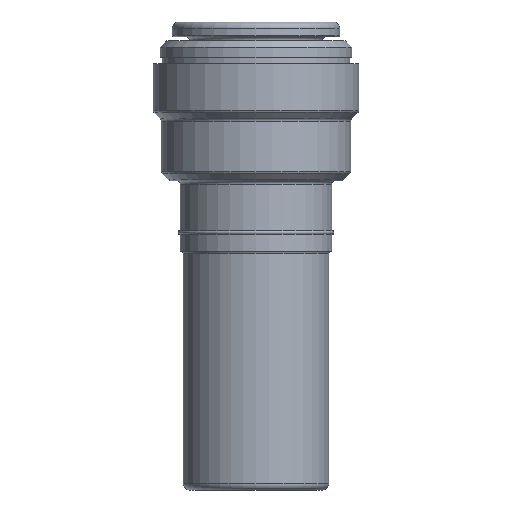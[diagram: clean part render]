
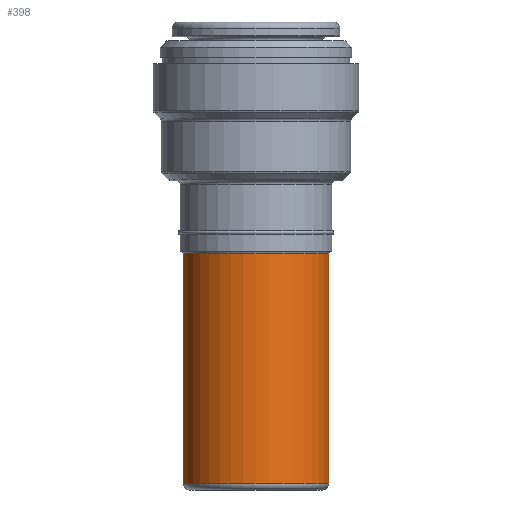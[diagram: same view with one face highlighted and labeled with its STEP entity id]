
A CAD part, front view. The second image highlights one B-rep face of the part: STEP entity #398.
In plain terms, the highlighted cylindrical face has radius 11 mm (diameter 22 mm), a full revolution.
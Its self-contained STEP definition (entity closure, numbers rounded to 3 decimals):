
#31=CYLINDRICAL_SURFACE('',#475,11.);
#102=ORIENTED_EDGE('',*,*,#145,.F.);
#103=ORIENTED_EDGE('',*,*,#144,.T.);
#144=EDGE_CURVE('',#179,#179,#214,.T.);
#145=EDGE_CURVE('',#180,#180,#215,.T.);
#179=VERTEX_POINT('',#716);
#180=VERTEX_POINT('',#719);
#214=CIRCLE('',#474,11.);
#215=CIRCLE('',#476,11.);
#277=EDGE_LOOP('',(#102));
#278=EDGE_LOOP('',(#103));
#347=FACE_BOUND('',#277,.T.);
#348=FACE_BOUND('',#278,.T.);
#398=ADVANCED_FACE('',(#347,#348),#31,.T.);
#474=AXIS2_PLACEMENT_3D('',#715,#602,#603);
#475=AXIS2_PLACEMENT_3D('',#717,#604,#605);
#476=AXIS2_PLACEMENT_3D('',#718,#606,#607);
#602=DIRECTION('',(0.,0.,-1.));
#603=DIRECTION('',(-1.,0.,0.));
#604=DIRECTION('',(0.,0.,-1.));
#605=DIRECTION('',(-1.,0.,0.));
#606=DIRECTION('',(0.,0.,-1.));
#607=DIRECTION('',(-1.,0.,0.));
#715=CARTESIAN_POINT('',(0.,0.,-34.98));
#716=CARTESIAN_POINT('',(-11.,0.,-34.98));
#717=CARTESIAN_POINT('',(0.,0.,-70.7));
#718=CARTESIAN_POINT('',(0.,0.,-69.7));
#719=CARTESIAN_POINT('',(-11.,0.,-69.7));
